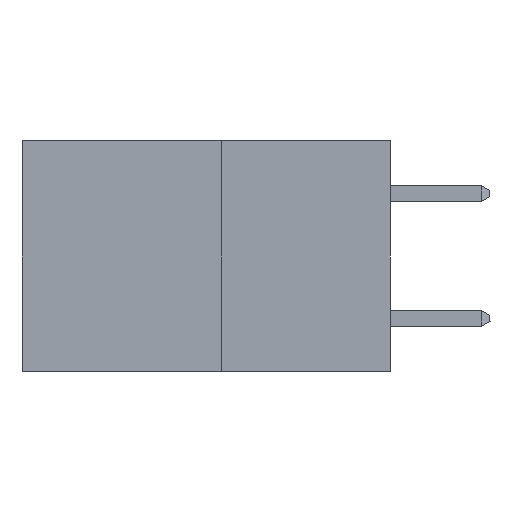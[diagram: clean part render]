
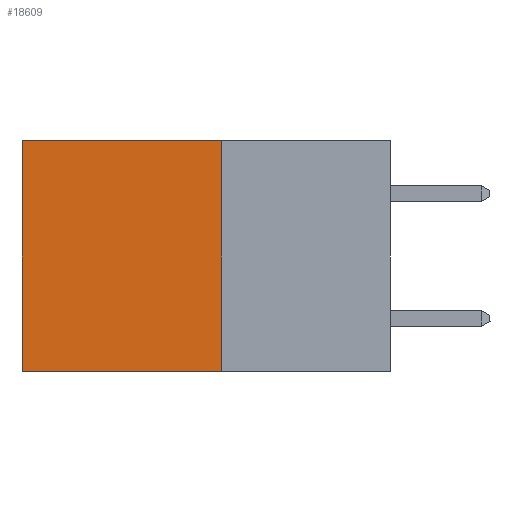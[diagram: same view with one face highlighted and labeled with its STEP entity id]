
A CAD part, left-side view. The second image highlights one B-rep face of the part: STEP entity #18609.
In plain terms, the highlighted planar face has unit normal (-1, 0, 0).
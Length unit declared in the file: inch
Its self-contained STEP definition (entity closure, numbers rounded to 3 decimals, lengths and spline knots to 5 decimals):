
#540 = DIRECTION ( 'NONE',  ( 0., 0., -1. ) ) ;
#1776 = ORIENTED_EDGE ( 'NONE', *, *, #18264, .T. ) ;
#2291 = ORIENTED_EDGE ( 'NONE', *, *, #17622, .F. ) ;
#2560 = ORIENTED_EDGE ( 'NONE', *, *, #10221, .T. ) ;
#2910 = CARTESIAN_POINT ( 'NONE',  ( 0.277, 0.27, -0.37 ) ) ;
#3144 = VERTEX_POINT ( 'NONE', #18153 ) ;
#4957 = CARTESIAN_POINT ( 'NONE',  ( 0.277, 0.27, -0.37 ) ) ;
#5595 = VECTOR ( 'NONE', #10987, 39.37008 ) ;
#6140 = LINE ( 'NONE', #11177, #5595 ) ;
#6627 = DIRECTION ( 'NONE',  ( 1., 0., 0. ) ) ;
#6990 = VECTOR ( 'NONE', #540, 39.37008 ) ;
#8068 = EDGE_CURVE ( 'NONE', #3144, #17645, #6140, .T. ) ;
#8256 = VERTEX_POINT ( 'NONE', #8262 ) ;
#8262 = CARTESIAN_POINT ( 'NONE',  ( 0.277, 0.59, 0. ) ) ;
#8362 = LINE ( 'NONE', #14439, #16422 ) ;
#9500 = FACE_OUTER_BOUND ( 'NONE', #10002, .T. ) ;
#10002 = EDGE_LOOP ( 'NONE', ( #1776, #2291, #15742, #2560 ) ) ;
#10221 = EDGE_CURVE ( 'NONE', #3144, #8256, #8362, .T. ) ;
#10987 = DIRECTION ( 'NONE',  ( 0., 0., -1. ) ) ;
#11088 = VECTOR ( 'NONE', #14264, 39.37008 ) ;
#11177 = CARTESIAN_POINT ( 'NONE',  ( 0.277, 0.27, -0.37 ) ) ;
#14264 = DIRECTION ( 'NONE',  ( 0., 1., 0. ) ) ;
#14394 = VERTEX_POINT ( 'NONE', #20819 ) ;
#14439 = CARTESIAN_POINT ( 'NONE',  ( 0.277, 0.27, 0. ) ) ;
#14657 = PLANE ( 'NONE',  #20655 ) ;
#14816 = LINE ( 'NONE', #2910, #11088 ) ;
#15742 = ORIENTED_EDGE ( 'NONE', *, *, #8068, .F. ) ;
#16422 = VECTOR ( 'NONE', #17642, 39.37008 ) ;
#17622 = EDGE_CURVE ( 'NONE', #17645, #14394, #14816, .T. ) ;
#17642 = DIRECTION ( 'NONE',  ( 0., 1., 0. ) ) ;
#17645 = VERTEX_POINT ( 'NONE', #19090 ) ;
#17875 = DIRECTION ( 'NONE',  ( 0., 0., -1. ) ) ;
#18153 = CARTESIAN_POINT ( 'NONE',  ( 0.277, 0.27, 0. ) ) ;
#18264 = EDGE_CURVE ( 'NONE', #8256, #14394, #19799, .T. ) ;
#18308 = CARTESIAN_POINT ( 'NONE',  ( 0.277, 0.59, -0.37 ) ) ;
#18609 = ADVANCED_FACE ( 'NONE', ( #9500 ), #14657, .F. ) ;
#19090 = CARTESIAN_POINT ( 'NONE',  ( 0.277, 0.27, -0.37 ) ) ;
#19799 = LINE ( 'NONE', #18308, #6990 ) ;
#20655 = AXIS2_PLACEMENT_3D ( 'NONE', #4957, #6627, #17875 ) ;
#20819 = CARTESIAN_POINT ( 'NONE',  ( 0.277, 0.59, -0.37 ) ) ;
